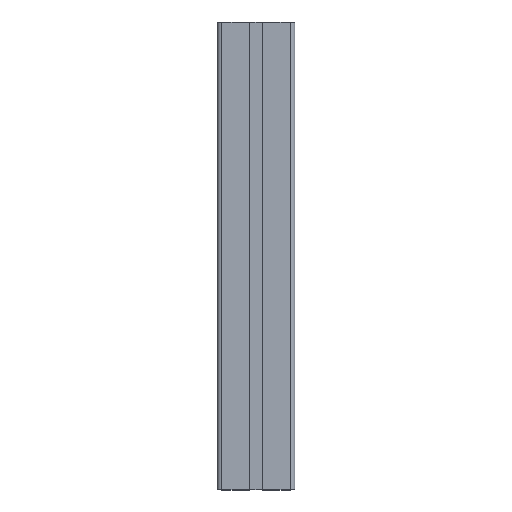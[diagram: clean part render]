
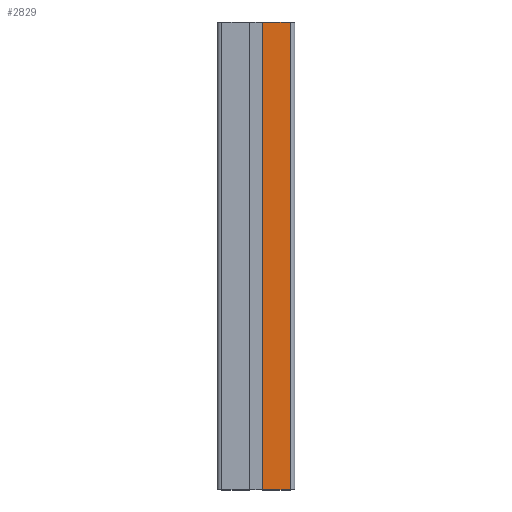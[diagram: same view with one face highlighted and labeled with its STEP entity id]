
A CAD part, top view. The second image highlights one B-rep face of the part: STEP entity #2829.
In plain terms, the highlighted face is planar.
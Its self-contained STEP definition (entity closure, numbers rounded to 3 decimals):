
#439 = EDGE_LOOP ( 'NONE', ( #2506, #2503, #2568, #2528 ) ) ;
#906 = CARTESIAN_POINT ( 'NONE',  ( -22., 25., 0. ) ) ;
#919 = CARTESIAN_POINT ( 'NONE',  ( -4.1, 25., 0. ) ) ;
#954 = CARTESIAN_POINT ( 'NONE',  ( -22., 25., -300. ) ) ;
#960 = CARTESIAN_POINT ( 'NONE',  ( -4.1, 25., -300. ) ) ;
#1616 = DIRECTION ( 'NONE',  ( -1., 0., 0. ) ) ;
#1624 = CARTESIAN_POINT ( 'NONE',  ( -4.1, 25., 0. ) ) ;
#1627 = LINE ( 'NONE', #1628, #4192 ) ;
#1628 = CARTESIAN_POINT ( 'NONE',  ( -4.1, 25., -300. ) ) ;
#1632 = DIRECTION ( 'NONE',  ( 0., 0., 1. ) ) ;
#1658 = LINE ( 'NONE', #1663, #4164 ) ;
#1663 = CARTESIAN_POINT ( 'NONE',  ( -22., 25., -300. ) ) ;
#1673 = DIRECTION ( 'NONE',  ( 0., 0., 1. ) ) ;
#1697 = LINE ( 'NONE', #1701, #4248 ) ;
#1701 = CARTESIAN_POINT ( 'NONE',  ( -4.1, 25., -300. ) ) ;
#1702 = DIRECTION ( 'NONE',  ( -1., 0., 0. ) ) ;
#1991 = LINE ( 'NONE', #1624, #4157 ) ;
#2262 = AXIS2_PLACEMENT_3D ( 'NONE', #3430, #3454, #3444 ) ;
#2503 = ORIENTED_EDGE ( 'NONE', *, *, #3242, .F. ) ;
#2506 = ORIENTED_EDGE ( 'NONE', *, *, #3238, .F. ) ;
#2528 = ORIENTED_EDGE ( 'NONE', *, *, #3260, .T. ) ;
#2568 = ORIENTED_EDGE ( 'NONE', *, *, #3272, .T. ) ;
#2829 = ADVANCED_FACE ( 'PLANAR_11', ( #3443 ), #3452, .T. ) ;
#3238 = EDGE_CURVE ( 'NONE', #5124, #5120, #1991, .T. ) ;
#3242 = EDGE_CURVE ( 'NONE', #5172, #5124, #1627, .T. ) ;
#3260 = EDGE_CURVE ( 'NONE', #5139, #5120, #1658, .T. ) ;
#3272 = EDGE_CURVE ( 'NONE', #5172, #5139, #1697, .T. ) ;
#3430 = CARTESIAN_POINT ( 'NONE',  ( -4.1, 25., -300. ) ) ;
#3443 = FACE_OUTER_BOUND ( 'NONE', #439, .T. ) ;
#3444 = DIRECTION ( 'NONE',  ( 0., 0., 1. ) ) ;
#3452 = PLANE ( 'NONE',  #2262 ) ;
#3454 = DIRECTION ( 'NONE',  ( 0., 1., 0. ) ) ;
#4157 = VECTOR ( 'NONE', #1616, 1000. ) ;
#4164 = VECTOR ( 'NONE', #1673, 1000. ) ;
#4192 = VECTOR ( 'NONE', #1632, 1000. ) ;
#4248 = VECTOR ( 'NONE', #1702, 1000. ) ;
#5120 = VERTEX_POINT ( 'NONE', #906 ) ;
#5124 = VERTEX_POINT ( 'NONE', #919 ) ;
#5139 = VERTEX_POINT ( 'NONE', #954 ) ;
#5172 = VERTEX_POINT ( 'NONE', #960 ) ;
